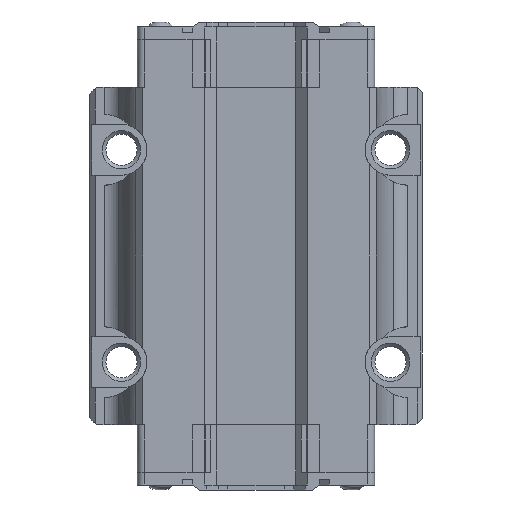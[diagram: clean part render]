
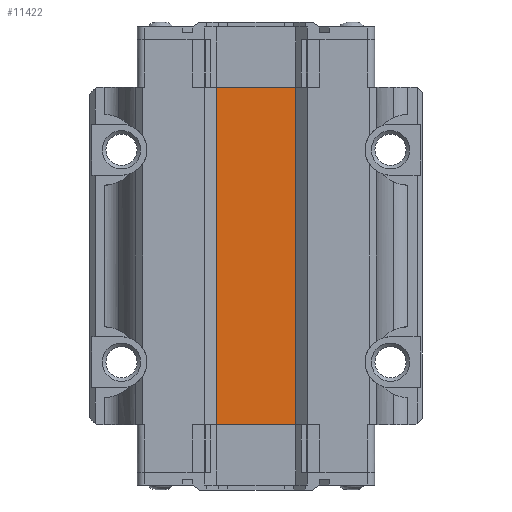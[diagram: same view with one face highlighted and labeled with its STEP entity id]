
A CAD part, front view. The second image highlights one B-rep face of the part: STEP entity #11422.
In plain terms, the highlighted planar face has unit normal (0, -1, 0).
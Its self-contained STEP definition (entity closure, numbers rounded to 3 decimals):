
#1564=FACE_OUTER_BOUND('',#2202,.T.);
#2202=EDGE_LOOP('',(#10371,#10372,#10373,#10374));
#3158=LINE('',#18707,#4287);
#3286=LINE('',#19241,#4415);
#3332=LINE('',#19335,#4461);
#3333=LINE('',#19337,#4462);
#4287=VECTOR('',#15167,10.);
#4415=VECTOR('',#15541,10.);
#4461=VECTOR('',#15641,10.);
#4462=VECTOR('',#15644,10.);
#5388=VERTEX_POINT('',#18704);
#5389=VERTEX_POINT('',#18706);
#5511=VERTEX_POINT('',#19238);
#5512=VERTEX_POINT('',#19240);
#6908=EDGE_CURVE('',#5388,#5389,#3158,.T.);
#7108=EDGE_CURVE('',#5511,#5512,#3286,.T.);
#7155=EDGE_CURVE('',#5511,#5389,#3332,.T.);
#7156=EDGE_CURVE('',#5512,#5388,#3333,.T.);
#10371=ORIENTED_EDGE('',*,*,#7155,.T.);
#10372=ORIENTED_EDGE('',*,*,#6908,.F.);
#10373=ORIENTED_EDGE('',*,*,#7156,.F.);
#10374=ORIENTED_EDGE('',*,*,#7108,.F.);
#10826=PLANE('',#12475);
#11422=ADVANCED_FACE('',(#1564),#10826,.T.);
#12475=AXIS2_PLACEMENT_3D('',#19336,#15642,#15643);
#15167=DIRECTION('',(1.,0.,0.));
#15541=DIRECTION('',(-1.,0.,0.));
#15641=DIRECTION('',(0.,0.,1.));
#15642=DIRECTION('center_axis',(0.,-1.,0.));
#15643=DIRECTION('ref_axis',(1.,0.,0.));
#15644=DIRECTION('',(0.,0.,1.));
#18704=CARTESIAN_POINT('',(-5.89,-5.5,23.85));
#18706=CARTESIAN_POINT('',(5.89,-5.5,23.85));
#18707=CARTESIAN_POINT('',(-5.89,-5.5,23.85));
#19238=CARTESIAN_POINT('',(5.89,-5.5,-23.85));
#19240=CARTESIAN_POINT('',(-5.89,-5.5,-23.85));
#19241=CARTESIAN_POINT('',(-5.89,-5.5,-23.85));
#19335=CARTESIAN_POINT('',(5.89,-5.5,0.));
#19336=CARTESIAN_POINT('Origin',(-5.89,-5.5,0.));
#19337=CARTESIAN_POINT('',(-5.89,-5.5,0.));
